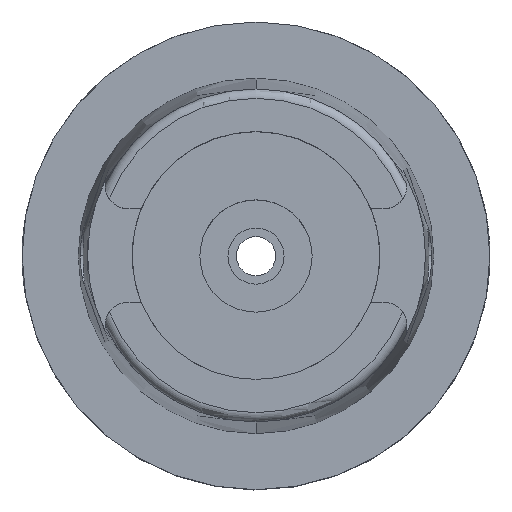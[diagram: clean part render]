
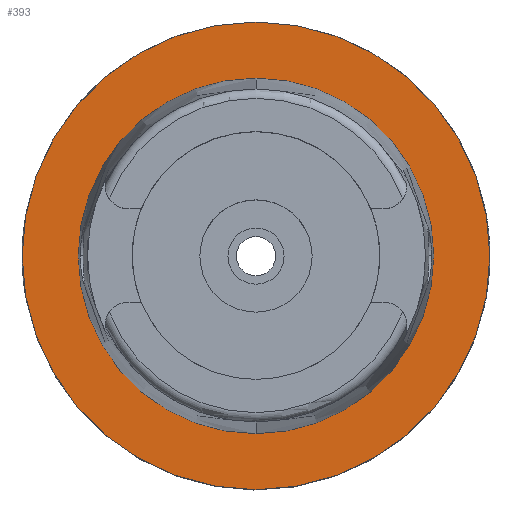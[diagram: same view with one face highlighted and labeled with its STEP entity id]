
A CAD part, top view. The second image highlights one B-rep face of the part: STEP entity #393.
In plain terms, the highlighted planar face has unit normal (0, 0, 1).
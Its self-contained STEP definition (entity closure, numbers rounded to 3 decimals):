
#166 = ORIENTED_EDGE ( 'NONE', *, *, #4457, .F. ) ;
#393 = ADVANCED_FACE ( 'NONE', ( #5259, #3013 ), #1745, .T. ) ;
#524 = AXIS2_PLACEMENT_3D ( 'NONE', #1019, #2724, #4397 ) ;
#562 = EDGE_CURVE ( 'NONE', #2177, #1272, #5425, .T. ) ;
#666 = ORIENTED_EDGE ( 'NONE', *, *, #968, .F. ) ;
#743 = EDGE_LOOP ( 'NONE', ( #666, #1786 ) ) ;
#968 = EDGE_CURVE ( 'NONE', #1272, #2177, #1612, .T. ) ;
#985 = CARTESIAN_POINT ( 'NONE',  ( 0., -50., 0. ) ) ;
#1019 = CARTESIAN_POINT ( 'NONE',  ( 0., 0., 0. ) ) ;
#1265 = CARTESIAN_POINT ( 'NONE',  ( 0., 50., 0. ) ) ;
#1272 = VERTEX_POINT ( 'NONE', #1265 ) ;
#1285 = DIRECTION ( 'NONE',  ( 0., 0., 1. ) ) ;
#1371 = CARTESIAN_POINT ( 'NONE',  ( 0., 0., 0. ) ) ;
#1400 = CIRCLE ( 'NONE', #4573, 38. ) ;
#1424 = DIRECTION ( 'NONE',  ( 0., 0., 1. ) ) ;
#1538 = ORIENTED_EDGE ( 'NONE', *, *, #3697, .F. ) ;
#1612 = CIRCLE ( 'NONE', #5523, 50. ) ;
#1745 = PLANE ( 'NONE',  #1783 ) ;
#1783 = AXIS2_PLACEMENT_3D ( 'NONE', #4695, #1285, #3410 ) ;
#1786 = ORIENTED_EDGE ( 'NONE', *, *, #562, .F. ) ;
#1913 = EDGE_LOOP ( 'NONE', ( #1538, #166 ) ) ;
#1967 = CARTESIAN_POINT ( 'NONE',  ( 0., 0., 0. ) ) ;
#2177 = VERTEX_POINT ( 'NONE', #985 ) ;
#2242 = CARTESIAN_POINT ( 'NONE',  ( 0., -38., 0. ) ) ;
#2643 = DIRECTION ( 'NONE',  ( 0., -1., 0. ) ) ;
#2724 = DIRECTION ( 'NONE',  ( 0., 0., -1. ) ) ;
#3013 = FACE_BOUND ( 'NONE', #1913, .T. ) ;
#3125 = AXIS2_PLACEMENT_3D ( 'NONE', #1371, #1424, #2643 ) ;
#3410 = DIRECTION ( 'NONE',  ( 1., 0., 0. ) ) ;
#3554 = DIRECTION ( 'NONE',  ( 0., 0., -1. ) ) ;
#3682 = DIRECTION ( 'NONE',  ( 0., 0., 1. ) ) ;
#3697 = EDGE_CURVE ( 'NONE', #4163, #4109, #1400, .T. ) ;
#4109 = VERTEX_POINT ( 'NONE', #2242 ) ;
#4163 = VERTEX_POINT ( 'NONE', #5437 ) ;
#4397 = DIRECTION ( 'NONE',  ( 0., -1., 0. ) ) ;
#4402 = CIRCLE ( 'NONE', #3125, 38. ) ;
#4457 = EDGE_CURVE ( 'NONE', #4109, #4163, #4402, .T. ) ;
#4462 = CARTESIAN_POINT ( 'NONE',  ( 0., 0., 0. ) ) ;
#4573 = AXIS2_PLACEMENT_3D ( 'NONE', #1967, #3682, #5025 ) ;
#4695 = CARTESIAN_POINT ( 'NONE',  ( 0., 0., 0. ) ) ;
#5025 = DIRECTION ( 'NONE',  ( 0., 1., 0. ) ) ;
#5259 = FACE_OUTER_BOUND ( 'NONE', #743, .T. ) ;
#5297 = DIRECTION ( 'NONE',  ( 0., 1., 0. ) ) ;
#5425 = CIRCLE ( 'NONE', #524, 50. ) ;
#5437 = CARTESIAN_POINT ( 'NONE',  ( 0., 38., 0. ) ) ;
#5523 = AXIS2_PLACEMENT_3D ( 'NONE', #4462, #3554, #5297 ) ;
